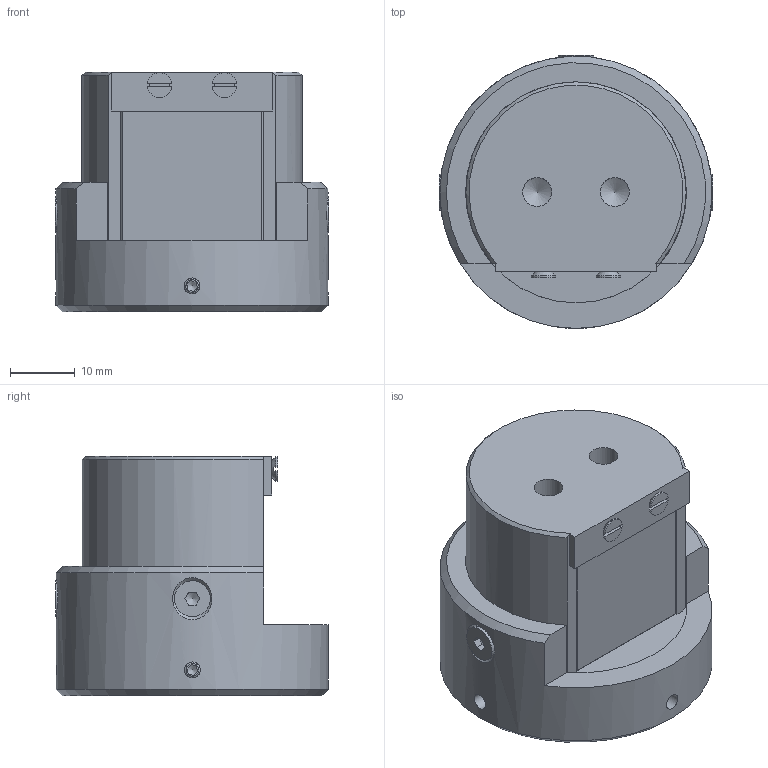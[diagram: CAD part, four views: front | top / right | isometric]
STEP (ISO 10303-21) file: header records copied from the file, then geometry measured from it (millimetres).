
FILE_DESCRIPTION(/* description */ (''),/* implementation_level */ '2;1');
FILE_NAME(/* name */ 'Umlenkspiegel_90-28.stp',/* time_stamp */ '2021-04-01T10:01:54+02:00',/* author */ (''),/* organization */ (''),/* preprocessor_version */ 'ST-DEVELOPER v16.5',/* originating_system */ 'Autodesk Inventor 2017',/* authorisation */ '');
FILE_SCHEMA (('AUTOMOTIVE_DESIGN { 1 0 10303 214 3 1 1 }'));
Length unit declared in the file: millimetre
Products named in the file (1): Umlenkspiegel_90-28
Bounding box: 42.22 x 42.11 x 37 mm (x, y, z)
Volume: 32351.8 mm3; surface area: 11967.8 mm2
Topology: 2 solids, 8 shells, 204 faces, 548 edges, 364 vertices
Faces by surface type: plane 120, cylinder 43, cone 41
Full cylindrical faces by diameter (mm): 1.57 x2, 2 x2, 2.46 x11, 2.5 x2, 3 x3, 3.24 x1, 3.4 x3, 4.46 x2, 5.54 x3, 28.1 x1, 34.1 x1, 42 x1
Entity records: 6525 total; most frequent: CARTESIAN_POINT 1984, DIRECTION 842, ORIENTED_EDGE 830, EDGE_CURVE 413, AXIS2_PLACEMENT_3D 307, VERTEX_POINT 302, EDGE_LOOP 295, LINE 228
